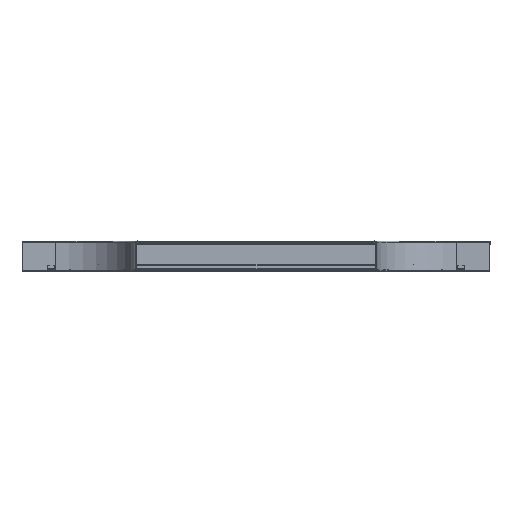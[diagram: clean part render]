
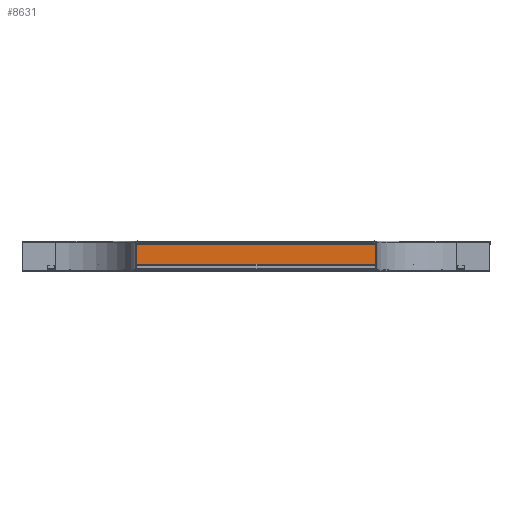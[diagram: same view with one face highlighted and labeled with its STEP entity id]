
A CAD part, top view. The second image highlights one B-rep face of the part: STEP entity #8631.
In plain terms, the highlighted face is planar.
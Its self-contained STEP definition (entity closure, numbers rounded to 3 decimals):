
#57 = EDGE_CURVE ( 'NONE', #6091, #9944, #1275, .T. ) ;
#86 = VECTOR ( 'NONE', #9699, 1000. ) ;
#237 = DIRECTION ( 'NONE',  ( -1., 0., 0. ) ) ;
#1275 = LINE ( 'NONE', #6163, #3686 ) ;
#1314 = EDGE_CURVE ( 'NONE', #9683, #2323, #2367, .T. ) ;
#1618 = CARTESIAN_POINT ( 'NONE',  ( -2., 104., 875. ) ) ;
#1662 = DIRECTION ( 'NONE',  ( 0., 0., -1. ) ) ;
#2101 = CARTESIAN_POINT ( 'NONE',  ( -2., 2., -875. ) ) ;
#2323 = VERTEX_POINT ( 'NONE', #4202 ) ;
#2363 = DIRECTION ( 'NONE',  ( 0., 1., 0. ) ) ;
#2367 = LINE ( 'NONE', #2552, #11289 ) ;
#2417 = ORIENTED_EDGE ( 'NONE', *, *, #11028, .T. ) ;
#2552 = CARTESIAN_POINT ( 'NONE',  ( -2., 0., 875. ) ) ;
#2689 = CARTESIAN_POINT ( 'NONE',  ( -2., 3., 875. ) ) ;
#3686 = VECTOR ( 'NONE', #5252, 1000. ) ;
#3949 = EDGE_CURVE ( 'NONE', #2323, #8701, #6955, .T. ) ;
#3952 = EDGE_CURVE ( 'NONE', #9683, #10350, #9280, .T. ) ;
#4143 = CARTESIAN_POINT ( 'NONE',  ( -2., 0., -875. ) ) ;
#4202 = CARTESIAN_POINT ( 'NONE',  ( -2., 104., 875. ) ) ;
#4590 = VECTOR ( 'NONE', #1662, 1000. ) ;
#4846 = FACE_OUTER_BOUND ( 'NONE', #9734, .T. ) ;
#5145 = CARTESIAN_POINT ( 'NONE',  ( -2., 2., 875. ) ) ;
#5252 = DIRECTION ( 'NONE',  ( 0., -1., 0. ) ) ;
#5580 = VECTOR ( 'NONE', #2363, 1000. ) ;
#6091 = VERTEX_POINT ( 'NONE', #8369 ) ;
#6120 = LINE ( 'NONE', #5145, #10250 ) ;
#6163 = CARTESIAN_POINT ( 'NONE',  ( -2., 3., -875. ) ) ;
#6239 = CARTESIAN_POINT ( 'NONE',  ( -2., 2., 875. ) ) ;
#6517 = DIRECTION ( 'NONE',  ( 0., 0., 1. ) ) ;
#6955 = LINE ( 'NONE', #1618, #4590 ) ;
#7564 = CARTESIAN_POINT ( 'NONE',  ( -2., 104., -875. ) ) ;
#7707 = ORIENTED_EDGE ( 'NONE', *, *, #3949, .T. ) ;
#7839 = DIRECTION ( 'NONE',  ( 0., 0., 1. ) ) ;
#7925 = CARTESIAN_POINT ( 'NONE',  ( -2., 0., 875. ) ) ;
#7947 = LINE ( 'NONE', #4143, #5580 ) ;
#8369 = CARTESIAN_POINT ( 'NONE',  ( -2., 3., -875. ) ) ;
#8631 = ADVANCED_FACE ( 'NONE', ( #4846 ), #9118, .T. ) ;
#8701 = VERTEX_POINT ( 'NONE', #7564 ) ;
#8776 = DIRECTION ( 'NONE',  ( 0., 1., 0. ) ) ;
#9118 = PLANE ( 'NONE',  #10756 ) ;
#9280 = LINE ( 'NONE', #7925, #86 ) ;
#9683 = VERTEX_POINT ( 'NONE', #2689 ) ;
#9699 = DIRECTION ( 'NONE',  ( 0., -1., 0. ) ) ;
#9734 = EDGE_LOOP ( 'NONE', ( #11211, #11476, #2417, #11468, #11454, #7707 ) ) ;
#9944 = VERTEX_POINT ( 'NONE', #2101 ) ;
#10134 = EDGE_CURVE ( 'NONE', #6091, #8701, #7947, .T. ) ;
#10250 = VECTOR ( 'NONE', #7839, 1000. ) ;
#10350 = VERTEX_POINT ( 'NONE', #6239 ) ;
#10756 = AXIS2_PLACEMENT_3D ( 'NONE', #10910, #237, #6517 ) ;
#10910 = CARTESIAN_POINT ( 'NONE',  ( -2., 0., 875. ) ) ;
#11028 = EDGE_CURVE ( 'NONE', #9944, #10350, #6120, .T. ) ;
#11211 = ORIENTED_EDGE ( 'NONE', *, *, #10134, .F. ) ;
#11289 = VECTOR ( 'NONE', #8776, 1000. ) ;
#11454 = ORIENTED_EDGE ( 'NONE', *, *, #1314, .T. ) ;
#11468 = ORIENTED_EDGE ( 'NONE', *, *, #3952, .F. ) ;
#11476 = ORIENTED_EDGE ( 'NONE', *, *, #57, .T. ) ;
